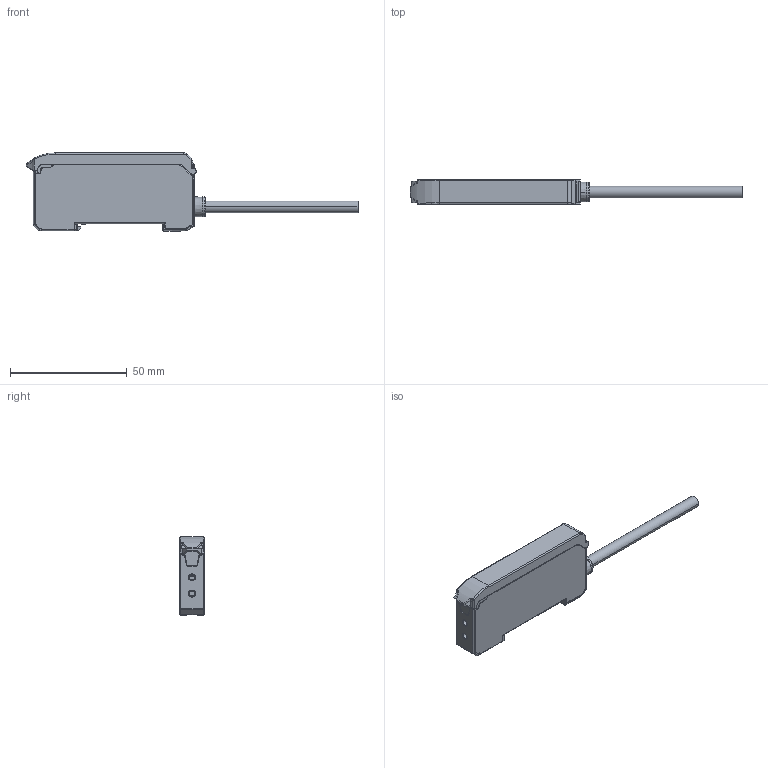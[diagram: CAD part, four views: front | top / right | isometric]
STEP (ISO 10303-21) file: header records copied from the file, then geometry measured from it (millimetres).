
FILE_DESCRIPTION(/* description */ (' PTC IGES file: FG-20.igs '),/* implementation_level */ '2;1');
FILE_NAME(/* name */ 'FG-20.stp',/* time_stamp */ '2021-04-01T10:38:03+02:00',/* author */ ('ck'),/* organization */ ('Unknown'),/* preprocessor_version */ 'ST-DEVELOPER v18.1',/* originating_system */ 'Autodesk Inventor 2021',/* authorisation */ '');
FILE_SCHEMA (('AUTOMOTIVE_DESIGN { 1 0 10303 214 3 1 1 }'));
Products named in the file (1): FG-20
Bounding box: 142 x 10.58 x 33.48 mm (x, y, z)
Surface area: 20769.1 mm2 (no closed solid volume)
Topology: 0 solids, 2056 shells, 2056 faces, 10589 edges, 10583 vertices
Faces by surface type: plane 1575, cylinder 329, cone 52, bspline 43, torus 38, sphere 19
Entity records: 114928 total; most frequent: CARTESIAN_POINT 29405, DIRECTION 15944, EDGE_CURVE 10585, ORIENTED_EDGE 10585, VERTEX_POINT 10583, LINE 8844, VECTOR 8844, AXIS2_PLACEMENT_3D 3550
